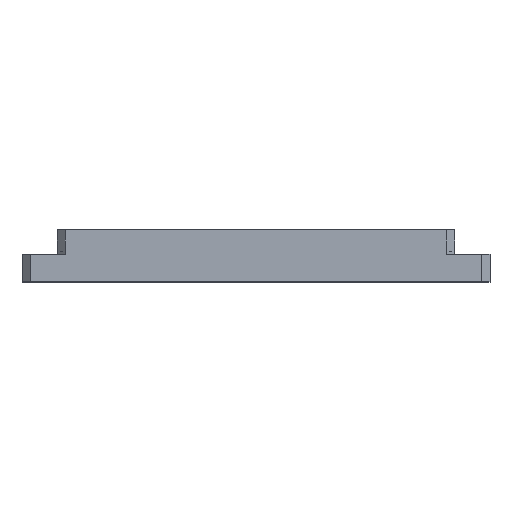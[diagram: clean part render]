
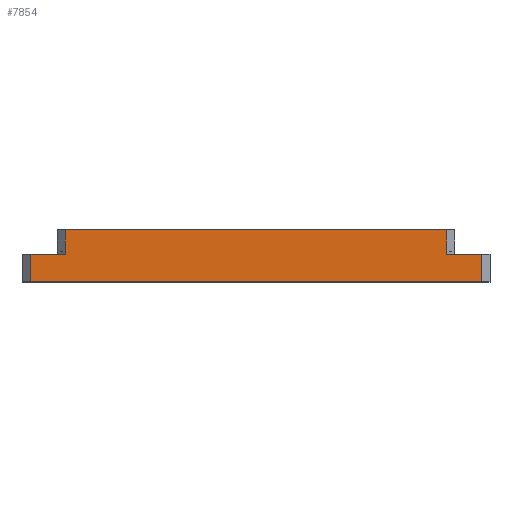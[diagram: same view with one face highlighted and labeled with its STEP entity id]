
A CAD part, top view. The second image highlights one B-rep face of the part: STEP entity #7854.
In plain terms, the highlighted planar face has unit normal (0, 0, 1).
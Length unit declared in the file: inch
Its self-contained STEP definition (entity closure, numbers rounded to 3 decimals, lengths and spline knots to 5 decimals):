
#388=PLANE('',#8750);
#832=FACE_OUTER_BOUND('',#1400,.T.);
#1400=EDGE_LOOP('',(#7111,#7112,#7113,#7114,#7115,#7116,#7117,#7118));
#2025=LINE('',#13225,#2683);
#2032=LINE('',#13247,#2690);
#2034=LINE('',#13251,#2692);
#2037=LINE('',#13256,#2695);
#2041=LINE('',#13265,#2699);
#2085=LINE('',#13430,#2743);
#2087=LINE('',#13434,#2745);
#2088=LINE('',#13435,#2746);
#2683=VECTOR('',#10930,39.37008);
#2690=VECTOR('',#10949,39.37008);
#2692=VECTOR('',#10953,39.37008);
#2695=VECTOR('',#10958,39.37008);
#2699=VECTOR('',#10964,39.37008);
#2743=VECTOR('',#11158,39.37008);
#2745=VECTOR('',#11162,39.37008);
#2746=VECTOR('',#11163,39.37008);
#3836=VERTEX_POINT('',#13223);
#3837=VERTEX_POINT('',#13224);
#3846=VERTEX_POINT('',#13245);
#3847=VERTEX_POINT('',#13250);
#3848=VERTEX_POINT('',#13254);
#3852=VERTEX_POINT('',#13264);
#3898=VERTEX_POINT('',#13429);
#3899=VERTEX_POINT('',#13433);
#4884=EDGE_CURVE('',#3836,#3837,#2025,.T.);
#4896=EDGE_CURVE('',#3846,#3836,#2032,.T.);
#4898=EDGE_CURVE('',#3846,#3847,#2034,.T.);
#4901=EDGE_CURVE('',#3848,#3847,#2037,.T.);
#4905=EDGE_CURVE('',#3852,#3848,#2041,.T.);
#4984=EDGE_CURVE('',#3837,#3898,#2085,.T.);
#4986=EDGE_CURVE('',#3898,#3899,#2087,.T.);
#4987=EDGE_CURVE('',#3852,#3899,#2088,.T.);
#7111=ORIENTED_EDGE('',*,*,#4986,.T.);
#7112=ORIENTED_EDGE('',*,*,#4987,.F.);
#7113=ORIENTED_EDGE('',*,*,#4905,.T.);
#7114=ORIENTED_EDGE('',*,*,#4901,.T.);
#7115=ORIENTED_EDGE('',*,*,#4898,.F.);
#7116=ORIENTED_EDGE('',*,*,#4896,.T.);
#7117=ORIENTED_EDGE('',*,*,#4884,.T.);
#7118=ORIENTED_EDGE('',*,*,#4984,.T.);
#7854=ADVANCED_FACE('',(#832),#388,.F.);
#8750=AXIS2_PLACEMENT_3D('',#13432,#11160,#11161);
#10930=DIRECTION('',(-1.,0.,0.));
#10949=DIRECTION('',(0.,-1.,0.));
#10953=DIRECTION('',(1.,0.,0.));
#10958=DIRECTION('',(0.,1.,0.));
#10964=DIRECTION('',(-1.,0.,0.));
#11158=DIRECTION('',(0.,-1.,0.));
#11160=DIRECTION('center_axis',(0.,0.,-1.));
#11161=DIRECTION('ref_axis',(-1.,0.,0.));
#11162=DIRECTION('',(1.,0.,0.));
#11163=DIRECTION('',(0.,-1.,0.));
#13223=CARTESIAN_POINT('',(0.752,0.4705,0.));
#13224=CARTESIAN_POINT('',(0.14,0.4705,0.));
#13225=CARTESIAN_POINT('',(0.,0.4705,0.));
#13245=CARTESIAN_POINT('',(0.752,0.9005,0.));
#13247=CARTESIAN_POINT('',(0.752,0.9005,0.));
#13250=CARTESIAN_POINT('',(7.372,0.9005,0.));
#13251=CARTESIAN_POINT('',(0.14,0.9005,0.));
#13254=CARTESIAN_POINT('',(7.372,0.4705,0.));
#13256=CARTESIAN_POINT('',(7.372,0.9005,0.));
#13264=CARTESIAN_POINT('',(7.984,0.4705,0.));
#13265=CARTESIAN_POINT('',(8.124,0.4705,0.));
#13429=CARTESIAN_POINT('',(0.14,0.,0.));
#13430=CARTESIAN_POINT('',(0.14,0.9005,0.));
#13432=CARTESIAN_POINT('Origin',(0.14,0.9005,0.));
#13433=CARTESIAN_POINT('',(7.984,0.,0.));
#13434=CARTESIAN_POINT('',(0.14,0.,0.));
#13435=CARTESIAN_POINT('',(7.984,0.9005,0.));
